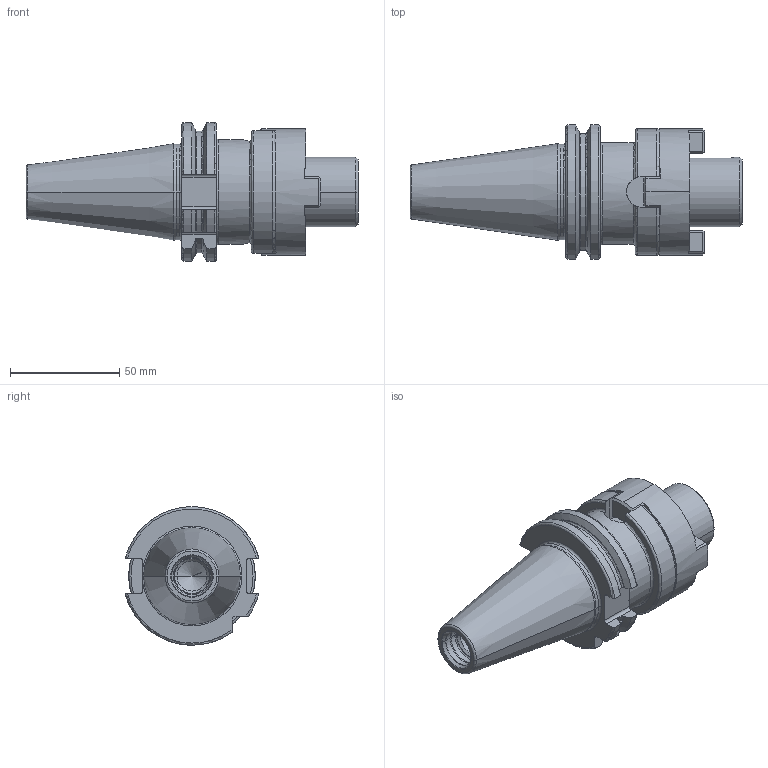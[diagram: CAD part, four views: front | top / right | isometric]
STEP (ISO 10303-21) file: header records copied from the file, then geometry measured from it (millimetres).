
FILE_DESCRIPTION((''),'2;1');
FILE_NAME('40-340-32_ASM','2011-08-30T',('mei'),(''),'PRO/ENGINEER BY PARAMETRIC TECHNOLOGY CORPORATION, 2010430','PRO/ENGINEER BY PARAMETRIC TECHNOLOGY CORPORATION, 2010430','');
FILE_SCHEMA(('CONFIG_CONTROL_DESIGN'));
Length unit declared in the file: millimetre
Products named in the file (3): 40-340-32; 85-200-32; 40-340-32_ASM
Assembly tree (2 placements, depth 2):
  40-340-32_ASM
    40-340-32
    85-200-32
Bounding box: 152.25 x 61.42 x 63.51 mm (x, y, z)
Volume: 210420.2 mm3; surface area: 42548.6 mm2
Topology: 2 solids, 4 shells, 197 faces, 539 edges, 348 vertices
Faces by surface type: plane 90, cylinder 45, torus 32, cone 30
Entity records: 6794 total; most frequent: CARTESIAN_POINT 1738, ORIENTED_EDGE 1062, DIRECTION 1041, EDGE_CURVE 535, AXIS2_PLACEMENT_3D 397, VERTEX_POINT 348, VECTOR 247, LINE 247
